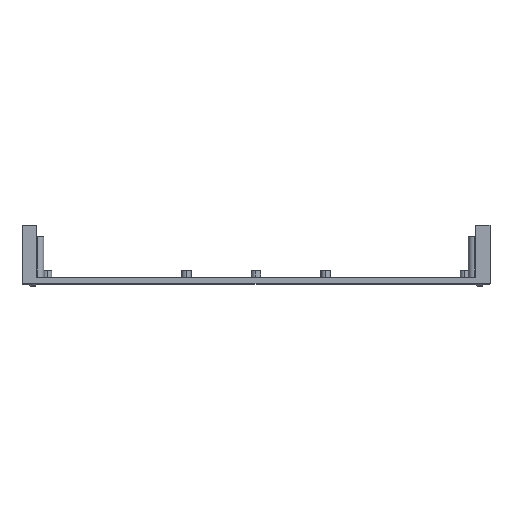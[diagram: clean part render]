
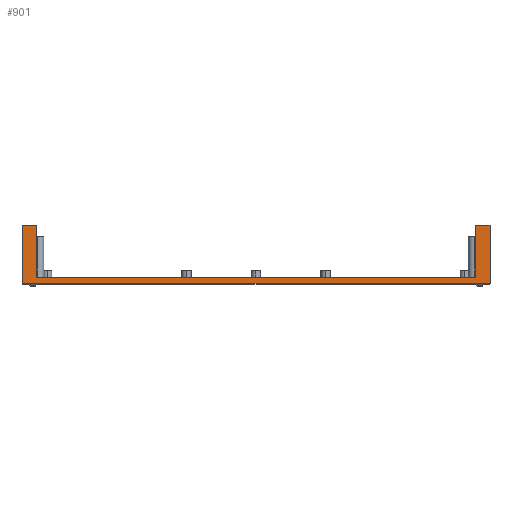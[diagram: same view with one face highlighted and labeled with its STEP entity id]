
A CAD part, top view. The second image highlights one B-rep face of the part: STEP entity #901.
In plain terms, the highlighted planar face has unit normal (0, 0, 1).
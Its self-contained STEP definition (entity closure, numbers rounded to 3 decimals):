
#166 = EDGE_CURVE ( 'NONE', #14043, #6350, #11632, .T. ) ;
#205 = CARTESIAN_POINT ( 'NONE',  ( -449.585, 339.812, 200. ) ) ;
#270 = ORIENTED_EDGE ( 'NONE', *, *, #166, .T. ) ;
#556 = CARTESIAN_POINT ( 'NONE',  ( -458.585, 302.312, 200. ) ) ;
#901 = ADVANCED_FACE ( 'NONE', ( #5029 ), #12525, .F. ) ;
#919 = LINE ( 'NONE', #12257, #11224 ) ;
#1664 = ORIENTED_EDGE ( 'NONE', *, *, #6533, .T. ) ;
#1807 = CARTESIAN_POINT ( 'NONE',  ( -457.985, 302.312, 200. ) ) ;
#2166 = LINE ( 'NONE', #556, #17325 ) ;
#2316 = VERTEX_POINT ( 'NONE', #12696 ) ;
#2421 = CARTESIAN_POINT ( 'NONE',  ( -458.585, 323.213, 200. ) ) ;
#3605 = AXIS2_PLACEMENT_3D ( 'NONE', #4496, #5913, #7304 ) ;
#3704 = CARTESIAN_POINT ( 'NONE',  ( -458.585, 339.812, 200. ) ) ;
#3753 = VECTOR ( 'NONE', #13112, 1000. ) ;
#3782 = DIRECTION ( 'NONE',  ( 0., -1., 0. ) ) ;
#3886 = CARTESIAN_POINT ( 'NONE',  ( -449.585, 339.812, 200. ) ) ;
#4258 = CARTESIAN_POINT ( 'NONE',  ( -159.185, 302.912, 200. ) ) ;
#4296 = EDGE_CURVE ( 'NONE', #14862, #2316, #14753, .T. ) ;
#4315 = CARTESIAN_POINT ( 'NONE',  ( 0., 0., 200. ) ) ;
#4477 = EDGE_CURVE ( 'NONE', #9419, #14043, #16519, .T. ) ;
#4496 = CARTESIAN_POINT ( 'NONE',  ( -457.985, 302.912, 200. ) ) ;
#4797 = DIRECTION ( 'NONE',  ( 1., 0., 0. ) ) ;
#5029 = FACE_OUTER_BOUND ( 'NONE', #9706, .T. ) ;
#5872 = DIRECTION ( 'NONE',  ( 0., 0., 1. ) ) ;
#5913 = DIRECTION ( 'NONE',  ( 0., 0., 1. ) ) ;
#6266 = LINE ( 'NONE', #3886, #15953 ) ;
#6350 = VERTEX_POINT ( 'NONE', #205 ) ;
#6533 = EDGE_CURVE ( 'NONE', #2316, #9419, #919, .T. ) ;
#6787 = CARTESIAN_POINT ( 'NONE',  ( -167.585, 339.812, 200. ) ) ;
#6920 = VECTOR ( 'NONE', #9456, 1000. ) ;
#6924 = CARTESIAN_POINT ( 'NONE',  ( -159.185, 302.312, 200. ) ) ;
#7128 = VERTEX_POINT ( 'NONE', #3704 ) ;
#7304 = DIRECTION ( 'NONE',  ( -1., 0., 0. ) ) ;
#7342 = CARTESIAN_POINT ( 'NONE',  ( -356.235, 306.312, 200. ) ) ;
#7354 = ORIENTED_EDGE ( 'NONE', *, *, #13205, .T. ) ;
#7505 = VECTOR ( 'NONE', #10949, 1000. ) ;
#7906 = VERTEX_POINT ( 'NONE', #6924 ) ;
#7921 = DIRECTION ( 'NONE',  ( -1., 0., 0. ) ) ;
#8011 = DIRECTION ( 'NONE',  ( 0., 1., 0. ) ) ;
#8389 = ORIENTED_EDGE ( 'NONE', *, *, #14448, .T. ) ;
#8451 = ORIENTED_EDGE ( 'NONE', *, *, #4477, .T. ) ;
#8544 = AXIS2_PLACEMENT_3D ( 'NONE', #4258, #5872, #11301 ) ;
#8987 = CARTESIAN_POINT ( 'NONE',  ( -158.585, 302.912, 200. ) ) ;
#9251 = VERTEX_POINT ( 'NONE', #1807 ) ;
#9332 = VECTOR ( 'NONE', #13426, 1000. ) ;
#9419 = VERTEX_POINT ( 'NONE', #14815 ) ;
#9456 = DIRECTION ( 'NONE',  ( 0., -1., 0. ) ) ;
#9530 = CARTESIAN_POINT ( 'NONE',  ( -449.585, 306.312, 200. ) ) ;
#9706 = EDGE_LOOP ( 'NONE', ( #12988, #12422, #13934, #7354, #17116, #8389, #15295, #1664, #8451, #270 ) ) ;
#9987 = LINE ( 'NONE', #2421, #6920 ) ;
#10949 = DIRECTION ( 'NONE',  ( -1., 0., 0. ) ) ;
#11036 = DIRECTION ( 'NONE',  ( -1., 0., 0. ) ) ;
#11076 = CARTESIAN_POINT ( 'NONE',  ( -458.585, 302.912, 200. ) ) ;
#11167 = VERTEX_POINT ( 'NONE', #11076 ) ;
#11180 = VECTOR ( 'NONE', #8011, 1000. ) ;
#11224 = VECTOR ( 'NONE', #3782, 1000. ) ;
#11301 = DIRECTION ( 'NONE',  ( -1., 0., 0. ) ) ;
#11632 = LINE ( 'NONE', #15227, #11180 ) ;
#12228 = AXIS2_PLACEMENT_3D ( 'NONE', #4315, #15561, #11036 ) ;
#12257 = CARTESIAN_POINT ( 'NONE',  ( -167.585, 306.312, 200. ) ) ;
#12422 = ORIENTED_EDGE ( 'NONE', *, *, #15377, .T. ) ;
#12476 = EDGE_CURVE ( 'NONE', #7906, #16819, #15645, .T. ) ;
#12525 = PLANE ( 'NONE',  #12228 ) ;
#12696 = CARTESIAN_POINT ( 'NONE',  ( -167.585, 339.812, 200. ) ) ;
#12738 = CIRCLE ( 'NONE', #3605, 0.6 ) ;
#12988 = ORIENTED_EDGE ( 'NONE', *, *, #15390, .T. ) ;
#13112 = DIRECTION ( 'NONE',  ( -1., 0., 0. ) ) ;
#13205 = EDGE_CURVE ( 'NONE', #9251, #7906, #2166, .T. ) ;
#13426 = DIRECTION ( 'NONE',  ( 0., 1., 0. ) ) ;
#13485 = CARTESIAN_POINT ( 'NONE',  ( -158.585, 302.312, 200. ) ) ;
#13541 = LINE ( 'NONE', #13485, #9332 ) ;
#13934 = ORIENTED_EDGE ( 'NONE', *, *, #17823, .T. ) ;
#14043 = VERTEX_POINT ( 'NONE', #9530 ) ;
#14448 = EDGE_CURVE ( 'NONE', #16819, #14862, #13541, .T. ) ;
#14753 = LINE ( 'NONE', #6787, #7505 ) ;
#14815 = CARTESIAN_POINT ( 'NONE',  ( -167.585, 306.312, 200. ) ) ;
#14862 = VERTEX_POINT ( 'NONE', #17997 ) ;
#15227 = CARTESIAN_POINT ( 'NONE',  ( -449.585, 306.312, 200. ) ) ;
#15295 = ORIENTED_EDGE ( 'NONE', *, *, #4296, .T. ) ;
#15377 = EDGE_CURVE ( 'NONE', #7128, #11167, #9987, .T. ) ;
#15390 = EDGE_CURVE ( 'NONE', #6350, #7128, #6266, .T. ) ;
#15561 = DIRECTION ( 'NONE',  ( 0., 0., -1. ) ) ;
#15645 = CIRCLE ( 'NONE', #8544, 0.6 ) ;
#15953 = VECTOR ( 'NONE', #7921, 1000. ) ;
#16519 = LINE ( 'NONE', #7342, #3753 ) ;
#16819 = VERTEX_POINT ( 'NONE', #8987 ) ;
#17116 = ORIENTED_EDGE ( 'NONE', *, *, #12476, .T. ) ;
#17325 = VECTOR ( 'NONE', #4797, 1000. ) ;
#17823 = EDGE_CURVE ( 'NONE', #11167, #9251, #12738, .T. ) ;
#17997 = CARTESIAN_POINT ( 'NONE',  ( -158.585, 339.812, 200. ) ) ;
